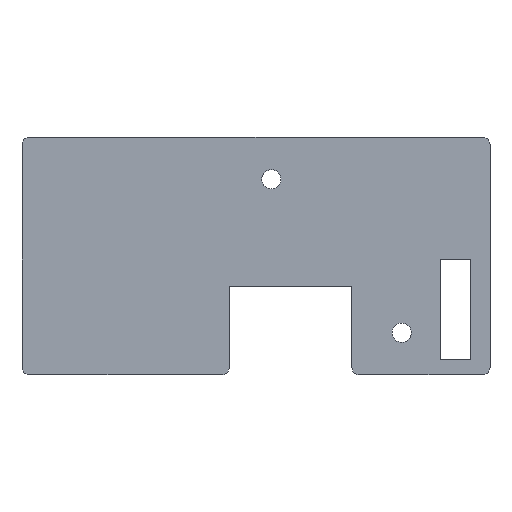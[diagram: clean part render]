
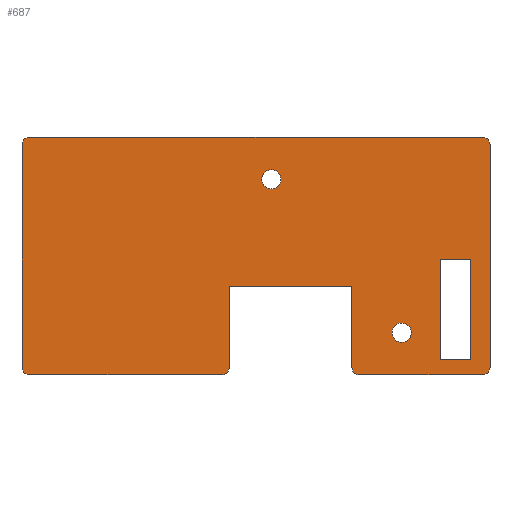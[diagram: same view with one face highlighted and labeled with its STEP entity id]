
A CAD part, top view. The second image highlights one B-rep face of the part: STEP entity #687.
In plain terms, the highlighted planar face has unit normal (0, 0, 1).
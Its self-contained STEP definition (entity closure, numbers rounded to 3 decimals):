
#24 = VERTEX_POINT('',#25);
#25 = CARTESIAN_POINT('',(-4.5,-15.5,1.));
#31 = EDGE_CURVE('',#24,#32,#34,.T.);
#32 = VERTEX_POINT('',#33);
#33 = CARTESIAN_POINT('',(-3.5,-14.5,1.));
#34 = CIRCLE('',#35,1.);
#35 = AXIS2_PLACEMENT_3D('',#36,#37,#38);
#36 = CARTESIAN_POINT('',(-4.5,-14.5,1.));
#37 = DIRECTION('',(0.,0.,1.));
#38 = DIRECTION('',(1.,0.,0.));
#64 = EDGE_CURVE('',#32,#65,#67,.T.);
#65 = VERTEX_POINT('',#66);
#66 = CARTESIAN_POINT('',(-3.5,-4.,1.));
#67 = LINE('',#68,#69);
#68 = CARTESIAN_POINT('',(-3.5,-14.5,1.));
#69 = VECTOR('',#70,1.);
#70 = DIRECTION('',(0.,1.,0.));
#95 = EDGE_CURVE('',#65,#96,#98,.T.);
#96 = VERTEX_POINT('',#97);
#97 = CARTESIAN_POINT('',(12.5,-4.,1.));
#98 = LINE('',#99,#100);
#99 = CARTESIAN_POINT('',(-3.5,-4.,1.));
#100 = VECTOR('',#101,1.);
#101 = DIRECTION('',(1.,0.,0.));
#126 = EDGE_CURVE('',#96,#127,#129,.T.);
#127 = VERTEX_POINT('',#128);
#128 = CARTESIAN_POINT('',(12.5,-14.5,1.));
#129 = LINE('',#130,#131);
#130 = CARTESIAN_POINT('',(12.5,-4.,1.));
#131 = VECTOR('',#132,1.);
#132 = DIRECTION('',(0.,-1.,0.));
#157 = EDGE_CURVE('',#127,#158,#160,.T.);
#158 = VERTEX_POINT('',#159);
#159 = CARTESIAN_POINT('',(13.5,-15.5,1.));
#160 = CIRCLE('',#161,1.);
#161 = AXIS2_PLACEMENT_3D('',#162,#163,#164);
#162 = CARTESIAN_POINT('',(13.5,-14.5,1.));
#163 = DIRECTION('',(0.,0.,1.));
#164 = DIRECTION('',(1.,0.,0.));
#192 = VERTEX_POINT('',#193);
#193 = CARTESIAN_POINT('',(29.5,-15.5,1.));
#199 = EDGE_CURVE('',#192,#158,#200,.T.);
#200 = LINE('',#201,#202);
#201 = CARTESIAN_POINT('',(29.5,-15.5,1.));
#202 = VECTOR('',#203,1.);
#203 = DIRECTION('',(-1.,0.,0.));
#221 = EDGE_CURVE('',#192,#222,#224,.T.);
#222 = VERTEX_POINT('',#223);
#223 = CARTESIAN_POINT('',(30.5,-14.5,1.));
#224 = CIRCLE('',#225,1.);
#225 = AXIS2_PLACEMENT_3D('',#226,#227,#228);
#226 = CARTESIAN_POINT('',(29.5,-14.5,1.));
#227 = DIRECTION('',(0.,0.,1.));
#228 = DIRECTION('',(1.,0.,0.));
#256 = VERTEX_POINT('',#257);
#257 = CARTESIAN_POINT('',(30.5,14.5,1.));
#263 = EDGE_CURVE('',#256,#222,#264,.T.);
#264 = LINE('',#265,#266);
#265 = CARTESIAN_POINT('',(30.5,14.5,1.));
#266 = VECTOR('',#267,1.);
#267 = DIRECTION('',(0.,-1.,0.));
#285 = EDGE_CURVE('',#256,#286,#288,.T.);
#286 = VERTEX_POINT('',#287);
#287 = CARTESIAN_POINT('',(29.5,15.5,1.));
#288 = CIRCLE('',#289,1.);
#289 = AXIS2_PLACEMENT_3D('',#290,#291,#292);
#290 = CARTESIAN_POINT('',(29.5,14.5,1.));
#291 = DIRECTION('',(0.,0.,1.));
#292 = DIRECTION('',(1.,0.,0.));
#320 = VERTEX_POINT('',#321);
#321 = CARTESIAN_POINT('',(-29.5,15.5,1.));
#327 = EDGE_CURVE('',#320,#286,#328,.T.);
#328 = LINE('',#329,#330);
#329 = CARTESIAN_POINT('',(-29.5,15.5,1.));
#330 = VECTOR('',#331,1.);
#331 = DIRECTION('',(1.,0.,0.));
#349 = EDGE_CURVE('',#320,#350,#352,.T.);
#350 = VERTEX_POINT('',#351);
#351 = CARTESIAN_POINT('',(-30.5,14.5,1.));
#352 = CIRCLE('',#353,1.);
#353 = AXIS2_PLACEMENT_3D('',#354,#355,#356);
#354 = CARTESIAN_POINT('',(-29.5,14.5,1.));
#355 = DIRECTION('',(0.,0.,1.));
#356 = DIRECTION('',(1.,0.,0.));
#384 = VERTEX_POINT('',#385);
#385 = CARTESIAN_POINT('',(-30.5,-14.5,1.));
#391 = EDGE_CURVE('',#384,#350,#392,.T.);
#392 = LINE('',#393,#394);
#393 = CARTESIAN_POINT('',(-30.5,-14.5,1.));
#394 = VECTOR('',#395,1.);
#395 = DIRECTION('',(0.,1.,0.));
#413 = EDGE_CURVE('',#384,#414,#416,.T.);
#414 = VERTEX_POINT('',#415);
#415 = CARTESIAN_POINT('',(-29.5,-15.5,1.));
#416 = CIRCLE('',#417,1.);
#417 = AXIS2_PLACEMENT_3D('',#418,#419,#420);
#418 = CARTESIAN_POINT('',(-29.5,-14.5,1.));
#419 = DIRECTION('',(0.,0.,1.));
#420 = DIRECTION('',(1.,0.,0.));
#446 = EDGE_CURVE('',#24,#414,#447,.T.);
#447 = LINE('',#448,#449);
#448 = CARTESIAN_POINT('',(-4.5,-15.5,1.));
#449 = VECTOR('',#450,1.);
#450 = DIRECTION('',(-1.,0.,0.));
#470 = VERTEX_POINT('',#471);
#471 = CARTESIAN_POINT('',(24.,-0.5,1.));
#477 = EDGE_CURVE('',#470,#478,#480,.T.);
#478 = VERTEX_POINT('',#479);
#479 = CARTESIAN_POINT('',(28.,-0.5,1.));
#480 = LINE('',#481,#482);
#481 = CARTESIAN_POINT('',(24.,-0.5,1.));
#482 = VECTOR('',#483,1.);
#483 = DIRECTION('',(1.,0.,0.));
#508 = EDGE_CURVE('',#478,#509,#511,.T.);
#509 = VERTEX_POINT('',#510);
#510 = CARTESIAN_POINT('',(28.,-13.5,1.));
#511 = LINE('',#512,#513);
#512 = CARTESIAN_POINT('',(28.,-0.5,1.));
#513 = VECTOR('',#514,1.);
#514 = DIRECTION('',(0.,-1.,0.));
#539 = EDGE_CURVE('',#509,#540,#542,.T.);
#540 = VERTEX_POINT('',#541);
#541 = CARTESIAN_POINT('',(24.,-13.5,1.));
#542 = LINE('',#543,#544);
#543 = CARTESIAN_POINT('',(28.,-13.5,1.));
#544 = VECTOR('',#545,1.);
#545 = DIRECTION('',(-1.,0.,0.));
#570 = EDGE_CURVE('',#540,#470,#571,.T.);
#571 = LINE('',#572,#573);
#572 = CARTESIAN_POINT('',(24.,-13.5,1.));
#573 = VECTOR('',#574,1.);
#574 = DIRECTION('',(0.,1.,0.));
#594 = VERTEX_POINT('',#595);
#595 = CARTESIAN_POINT('',(3.25,10.,1.));
#601 = EDGE_CURVE('',#594,#594,#602,.T.);
#602 = CIRCLE('',#603,1.25);
#603 = AXIS2_PLACEMENT_3D('',#604,#605,#606);
#604 = CARTESIAN_POINT('',(2.,10.,1.));
#605 = DIRECTION('',(0.,0.,1.));
#606 = DIRECTION('',(1.,0.,0.));
#627 = VERTEX_POINT('',#628);
#628 = CARTESIAN_POINT('',(20.25,-10.,1.));
#634 = EDGE_CURVE('',#627,#627,#635,.T.);
#635 = CIRCLE('',#636,1.25);
#636 = AXIS2_PLACEMENT_3D('',#637,#638,#639);
#637 = CARTESIAN_POINT('',(19.,-10.,1.));
#638 = DIRECTION('',(0.,0.,1.));
#639 = DIRECTION('',(1.,0.,0.));
#687 = ADVANCED_FACE('',(#688,#704,#710,#713),#716,.T.);
#688 = FACE_BOUND('',#689,.T.);
#689 = EDGE_LOOP('',(#690,#691,#692,#693,#694,#695,#696,#697,#698,#699,
    #700,#701,#702,#703));
#690 = ORIENTED_EDGE('',*,*,#31,.T.);
#691 = ORIENTED_EDGE('',*,*,#64,.T.);
#692 = ORIENTED_EDGE('',*,*,#95,.T.);
#693 = ORIENTED_EDGE('',*,*,#126,.T.);
#694 = ORIENTED_EDGE('',*,*,#157,.T.);
#695 = ORIENTED_EDGE('',*,*,#199,.F.);
#696 = ORIENTED_EDGE('',*,*,#221,.T.);
#697 = ORIENTED_EDGE('',*,*,#263,.F.);
#698 = ORIENTED_EDGE('',*,*,#285,.T.);
#699 = ORIENTED_EDGE('',*,*,#327,.F.);
#700 = ORIENTED_EDGE('',*,*,#349,.T.);
#701 = ORIENTED_EDGE('',*,*,#391,.F.);
#702 = ORIENTED_EDGE('',*,*,#413,.T.);
#703 = ORIENTED_EDGE('',*,*,#446,.F.);
#704 = FACE_BOUND('',#705,.T.);
#705 = EDGE_LOOP('',(#706,#707,#708,#709));
#706 = ORIENTED_EDGE('',*,*,#477,.T.);
#707 = ORIENTED_EDGE('',*,*,#508,.T.);
#708 = ORIENTED_EDGE('',*,*,#539,.T.);
#709 = ORIENTED_EDGE('',*,*,#570,.T.);
#710 = FACE_BOUND('',#711,.F.);
#711 = EDGE_LOOP('',(#712));
#712 = ORIENTED_EDGE('',*,*,#601,.T.);
#713 = FACE_BOUND('',#714,.F.);
#714 = EDGE_LOOP('',(#715));
#715 = ORIENTED_EDGE('',*,*,#634,.T.);
#716 = PLANE('',#717);
#717 = AXIS2_PLACEMENT_3D('',#718,#719,#720);
#718 = CARTESIAN_POINT('',(4.456,-1.051,1.));
#719 = DIRECTION('',(0.,0.,1.));
#720 = DIRECTION('',(1.,0.,0.));
